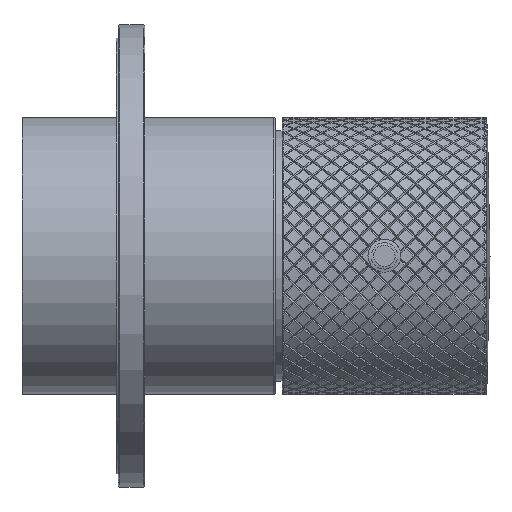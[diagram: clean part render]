
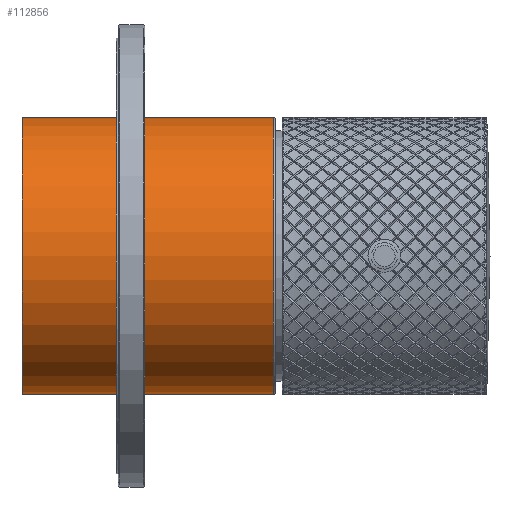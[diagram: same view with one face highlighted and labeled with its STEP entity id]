
A CAD part, top view. The second image highlights one B-rep face of the part: STEP entity #112856.
In plain terms, the highlighted cylindrical face has radius 21 mm (diameter 42 mm), a full revolution.
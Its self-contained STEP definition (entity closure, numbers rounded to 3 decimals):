
#5436=CYLINDRICAL_SURFACE('',#114223,21.);
#40721=ORIENTED_EDGE('',*,*,#52625,.T.);
#40722=ORIENTED_EDGE('',*,*,#52626,.T.);
#52625=EDGE_CURVE('',#59232,#59232,#59454,.F.);
#52626=EDGE_CURVE('',#59233,#59233,#59455,.T.);
#59232=VERTEX_POINT('',#311551);
#59233=VERTEX_POINT('',#311553);
#59454=CIRCLE('',#114224,21.);
#59455=CIRCLE('',#114225,21.);
#64833=EDGE_LOOP('',(#40721));
#64834=EDGE_LOOP('',(#40722));
#70253=FACE_BOUND('',#64833,.T.);
#70254=FACE_BOUND('',#64834,.T.);
#112856=ADVANCED_FACE('',(#70253,#70254),#5436,.T.);
#114223=AXIS2_PLACEMENT_3D('',#311549,#116912,#116913);
#114224=AXIS2_PLACEMENT_3D('',#311550,#116914,#116915);
#114225=AXIS2_PLACEMENT_3D('',#311552,#116916,#116917);
#116912=DIRECTION('',(0.,0.,1.));
#116913=DIRECTION('',(1.,0.,0.));
#116914=DIRECTION('',(0.,0.,1.));
#116915=DIRECTION('',(1.,0.,0.));
#116916=DIRECTION('',(0.,0.,1.));
#116917=DIRECTION('',(0.,1.,0.));
#311549=CARTESIAN_POINT('',(0.,0.,-38.5));
#311550=CARTESIAN_POINT('',(0.,0.,-1.2));
#311551=CARTESIAN_POINT('',(21.,0.,-1.2));
#311552=CARTESIAN_POINT('',(0.,0.,-39.3));
#311553=CARTESIAN_POINT('',(0.,21.,-39.3));
